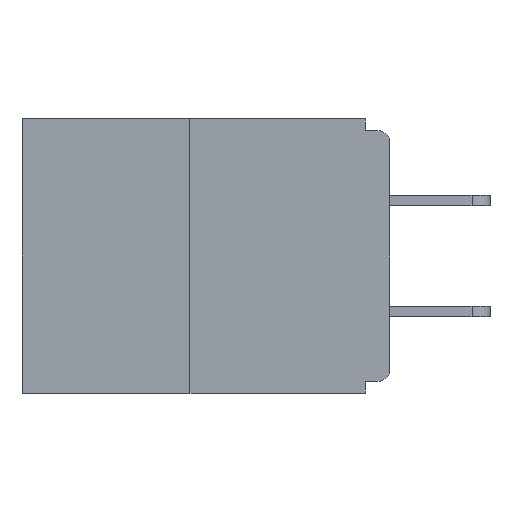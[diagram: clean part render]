
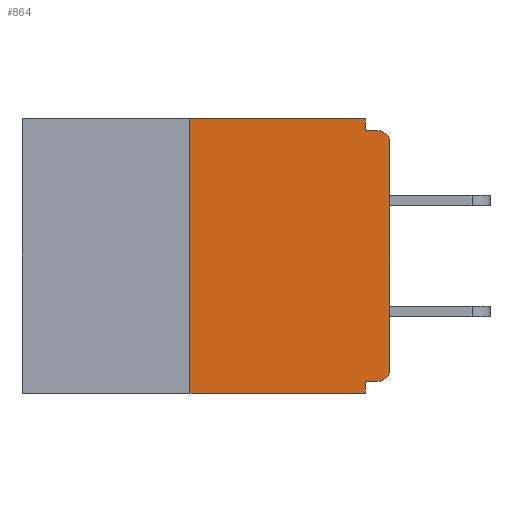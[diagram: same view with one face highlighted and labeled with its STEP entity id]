
A CAD part, left-side view. The second image highlights one B-rep face of the part: STEP entity #864.
In plain terms, the highlighted planar face has unit normal (-1, 0, 0).
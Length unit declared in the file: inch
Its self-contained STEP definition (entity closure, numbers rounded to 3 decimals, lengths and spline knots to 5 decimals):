
#864 = ADVANCED_FACE ( 'NONE', ( #5892 ), #18436, .F. ) ;
#878 = DIRECTION ( 'NONE',  ( 0., 0., -1. ) ) ;
#1026 = EDGE_CURVE ( 'NONE', #15134, #7415, #11099, .T. ) ;
#1088 = VECTOR ( 'NONE', #1718, 39.37008 ) ;
#1137 = CIRCLE ( 'NONE', #16303, 0.015 ) ;
#1398 = VECTOR ( 'NONE', #16604, 39.37008 ) ;
#1480 = DIRECTION ( 'NONE',  ( 0., 0., 1. ) ) ;
#1551 = DIRECTION ( 'NONE',  ( 0., 0., -1. ) ) ;
#1718 = DIRECTION ( 'NONE',  ( 0., 1., 0. ) ) ;
#1869 = LINE ( 'NONE', #16475, #1398 ) ;
#2319 = VERTEX_POINT ( 'NONE', #13435 ) ;
#2332 = LINE ( 'NONE', #18431, #17774 ) ;
#2448 = VERTEX_POINT ( 'NONE', #9296 ) ;
#2678 = ORIENTED_EDGE ( 'NONE', *, *, #10888, .T. ) ;
#3089 = VECTOR ( 'NONE', #9785, 39.37008 ) ;
#3207 = VECTOR ( 'NONE', #1480, 39.37008 ) ;
#3272 = VERTEX_POINT ( 'NONE', #14321 ) ;
#3307 = ORIENTED_EDGE ( 'NONE', *, *, #8713, .F. ) ;
#5210 = ORIENTED_EDGE ( 'NONE', *, *, #15340, .T. ) ;
#5329 = CIRCLE ( 'NONE', #8089, 0.015 ) ;
#5730 = CARTESIAN_POINT ( 'NONE',  ( 0., 0.031, 0. ) ) ;
#5892 = FACE_OUTER_BOUND ( 'NONE', #16787, .T. ) ;
#5947 = CARTESIAN_POINT ( 'NONE',  ( 0., 0.031, -0.328 ) ) ;
#6011 = ORIENTED_EDGE ( 'NONE', *, *, #1026, .F. ) ;
#6112 = ORIENTED_EDGE ( 'NONE', *, *, #14339, .T. ) ;
#6690 = VERTEX_POINT ( 'NONE', #5730 ) ;
#7108 = DIRECTION ( 'NONE',  ( 1., 0., 0. ) ) ;
#7413 = DIRECTION ( 'NONE',  ( 0., 0., -1. ) ) ;
#7415 = VERTEX_POINT ( 'NONE', #5947 ) ;
#7629 = CARTESIAN_POINT ( 'NONE',  ( 0., 0.015, -0.313 ) ) ;
#8041 = CARTESIAN_POINT ( 'NONE',  ( 0., 0.031, 0. ) ) ;
#8089 = AXIS2_PLACEMENT_3D ( 'NONE', #7629, #17802, #1551 ) ;
#8282 = AXIS2_PLACEMENT_3D ( 'NONE', #8692, #7108, #7413 ) ;
#8505 = LINE ( 'NONE', #15708, #3089 ) ;
#8571 = EDGE_CURVE ( 'NONE', #6690, #3272, #17353, .T. ) ;
#8692 = CARTESIAN_POINT ( 'NONE',  ( 0., 0.46, 0. ) ) ;
#8703 = ORIENTED_EDGE ( 'NONE', *, *, #11515, .T. ) ;
#8713 = EDGE_CURVE ( 'NONE', #3272, #15204, #8505, .T. ) ;
#8868 = LINE ( 'NONE', #14370, #3207 ) ;
#9193 = LINE ( 'NONE', #16517, #12355 ) ;
#9296 = CARTESIAN_POINT ( 'NONE',  ( 0., 0.25, -0.343 ) ) ;
#9660 = VERTEX_POINT ( 'NONE', #13047 ) ;
#9785 = DIRECTION ( 'NONE',  ( 0., -1., 0. ) ) ;
#9805 = DIRECTION ( 'NONE',  ( 0., -1., 0. ) ) ;
#9846 = CARTESIAN_POINT ( 'NONE',  ( 0., 0.46, -0.343 ) ) ;
#10233 = EDGE_CURVE ( 'NONE', #7415, #9660, #1869, .T. ) ;
#10469 = VERTEX_POINT ( 'NONE', #13090 ) ;
#10562 = VECTOR ( 'NONE', #878, 39.37008 ) ;
#10888 = EDGE_CURVE ( 'NONE', #2319, #10469, #2332, .T. ) ;
#11081 = CARTESIAN_POINT ( 'NONE',  ( 0., 0.015, -0.328 ) ) ;
#11099 = LINE ( 'NONE', #11464, #1088 ) ;
#11100 = DIRECTION ( 'NONE',  ( 0., 0., 1. ) ) ;
#11294 = DIRECTION ( 'NONE',  ( 0., 0., -1. ) ) ;
#11464 = CARTESIAN_POINT ( 'NONE',  ( 0., 0., -0.328 ) ) ;
#11497 = VERTEX_POINT ( 'NONE', #11878 ) ;
#11515 = EDGE_CURVE ( 'NONE', #10469, #15204, #1137, .T. ) ;
#11872 = ORIENTED_EDGE ( 'NONE', *, *, #8571, .F. ) ;
#11878 = CARTESIAN_POINT ( 'NONE',  ( 0., 0.25, 0. ) ) ;
#11911 = EDGE_CURVE ( 'NONE', #2448, #11497, #8868, .T. ) ;
#12355 = VECTOR ( 'NONE', #9805, 39.37008 ) ;
#12731 = DIRECTION ( 'NONE',  ( -1., 0., 0. ) ) ;
#13047 = CARTESIAN_POINT ( 'NONE',  ( 0., 0.031, -0.343 ) ) ;
#13090 = CARTESIAN_POINT ( 'NONE',  ( 0., 0., -0.03 ) ) ;
#13435 = CARTESIAN_POINT ( 'NONE',  ( 0., 0., -0.313 ) ) ;
#14321 = CARTESIAN_POINT ( 'NONE',  ( 0., 0.031, -0.015 ) ) ;
#14339 = EDGE_CURVE ( 'NONE', #2448, #9660, #15089, .T. ) ;
#14370 = CARTESIAN_POINT ( 'NONE',  ( 0., 0.25, 0. ) ) ;
#14554 = CARTESIAN_POINT ( 'NONE',  ( 0., 0.015, -0.015 ) ) ;
#14698 = EDGE_CURVE ( 'NONE', #11497, #6690, #9193, .T. ) ;
#15089 = LINE ( 'NONE', #9846, #15782 ) ;
#15134 = VERTEX_POINT ( 'NONE', #11081 ) ;
#15204 = VERTEX_POINT ( 'NONE', #14554 ) ;
#15340 = EDGE_CURVE ( 'NONE', #15134, #2319, #5329, .T. ) ;
#15566 = CARTESIAN_POINT ( 'NONE',  ( 0., 0.015, -0.03 ) ) ;
#15708 = CARTESIAN_POINT ( 'NONE',  ( 0., 0., -0.015 ) ) ;
#15782 = VECTOR ( 'NONE', #18709, 39.37008 ) ;
#16303 = AXIS2_PLACEMENT_3D ( 'NONE', #15566, #12731, #11294 ) ;
#16475 = CARTESIAN_POINT ( 'NONE',  ( 0., 0.031, -0.343 ) ) ;
#16517 = CARTESIAN_POINT ( 'NONE',  ( 0., 0.46, 0. ) ) ;
#16604 = DIRECTION ( 'NONE',  ( 0., 0., -1. ) ) ;
#16787 = EDGE_LOOP ( 'NONE', ( #18703, #17883, #6112, #16811, #6011, #5210, #2678, #8703, #3307, #11872 ) ) ;
#16811 = ORIENTED_EDGE ( 'NONE', *, *, #10233, .F. ) ;
#17353 = LINE ( 'NONE', #8041, #10562 ) ;
#17774 = VECTOR ( 'NONE', #11100, 39.37008 ) ;
#17802 = DIRECTION ( 'NONE',  ( -1., 0., 0. ) ) ;
#17883 = ORIENTED_EDGE ( 'NONE', *, *, #11911, .F. ) ;
#18431 = CARTESIAN_POINT ( 'NONE',  ( 0., 0., 0. ) ) ;
#18436 = PLANE ( 'NONE',  #8282 ) ;
#18703 = ORIENTED_EDGE ( 'NONE', *, *, #14698, .F. ) ;
#18709 = DIRECTION ( 'NONE',  ( 0., -1., 0. ) ) ;
